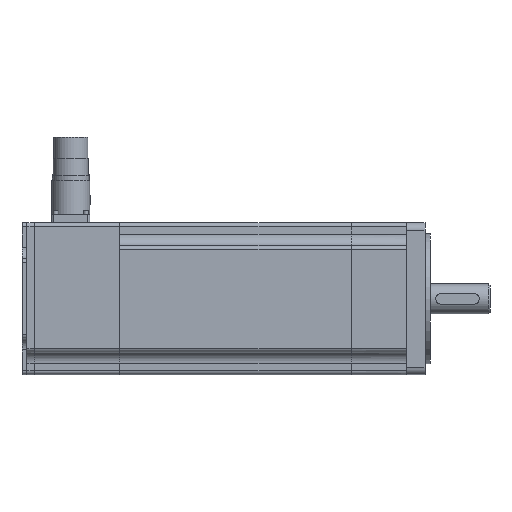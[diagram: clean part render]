
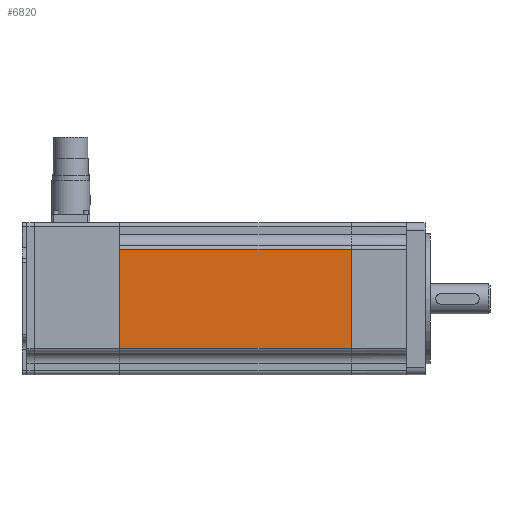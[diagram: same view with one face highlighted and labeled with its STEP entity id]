
A CAD part, front view. The second image highlights one B-rep face of the part: STEP entity #6820.
In plain terms, the highlighted planar face has unit normal (0, -1, 0).
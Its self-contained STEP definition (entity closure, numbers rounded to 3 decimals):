
#6337=CARTESIAN_POINT('POINT944',(-132.5,-35.,
   -22.75));
#6338=VERTEX_POINT('VERTEX944',#6337);
#6346=CARTESIAN_POINT('POINT945',(-132.5,-35.,
   22.75));
#6347=VERTEX_POINT('VERTEX945',#6346);
#6348=CARTESIAN_POINT('POS1632',(-132.5,-35.,
   -11.375));
#6349=DIRECTION('DIR2561',(0.,0.,1.));
#6350=VECTOR('VEC703',#6349,25.4);
#6351=LINE('STRAIGHT703',#6348,#6350);
#6352=EDGE_CURVE('EDGE1450',#6338,#6347,#6351,.T.);
#6772=CARTESIAN_POINT('POINT971',(-25.5,-35.,-22.75));
#6773=VERTEX_POINT('VERTEX971',#6772);
#6781=CARTESIAN_POINT('POS1681',(-132.5,-35.,
   -22.75));
#6782=DIRECTION('DIR2635',(1.,0.,0.));
#6783=VECTOR('VEC727',#6782,25.4);
#6784=LINE('STRAIGHT727',#6781,#6783);
#6785=EDGE_CURVE('EDGE1490',#6338,#6773,#6784,.T.);
#6797=CARTESIAN_POINT('POINT972',(-25.5,-35.,22.75));
#6798=VERTEX_POINT('VERTEX972',#6797);
#6799=CARTESIAN_POINT('POS1683',(-25.5,-35.,-22.75));
#6800=DIRECTION('DIR2638',(0.,0.,1.));
#6801=VECTOR('VEC728',#6800,25.4);
#6802=LINE('STRAIGHT728',#6799,#6801);
#6803=EDGE_CURVE('EDGE1491',#6773,#6798,#6802,.T.);
#6804=ORIENTED_EDGE('COEDGE2951',*,*,#6803,.T.);
#6805=CARTESIAN_POINT('POS1684',(-132.5,-35.,
   22.75));
#6806=DIRECTION('DIR2639',(1.,0.,0.));
#6807=VECTOR('VEC729',#6806,25.4);
#6808=LINE('STRAIGHT729',#6805,#6807);
#6809=EDGE_CURVE('EDGE1492',#6347,#6798,#6808,.T.);
#6810=ORIENTED_EDGE('COEDGE2952',*,*,#6809,.F.);
#6811=ORIENTED_EDGE('COEDGE2953',*,*,#6352,.F.);
#6812=ORIENTED_EDGE('COEDGE2954',*,*,#6785,.T.);
#6813=EDGE_LOOP('NONE',(#6804,#6810,#6811,#6812));
#6814=FACE_BOUND('LOOP1',#6813,.T.);
#6815=CARTESIAN_POINT('POS1685',(-132.5,-35.,
   -22.75));
#6816=DIRECTION('DIR2640',(0.,-1.,0.));
#6817=DIRECTION('DIR2641',(1.,0.,0.));
#6818=AXIS2_PLACEMENT_3D('AXIS956',#6815,#6816,#6817);
#6819=PLANE('PLANE242',#6818);
#6820=ADVANCED_FACE('FACE630',(#6814),#6819,.T.);
